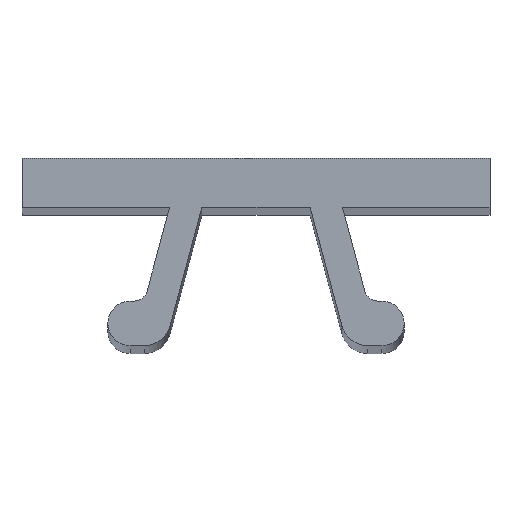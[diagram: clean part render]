
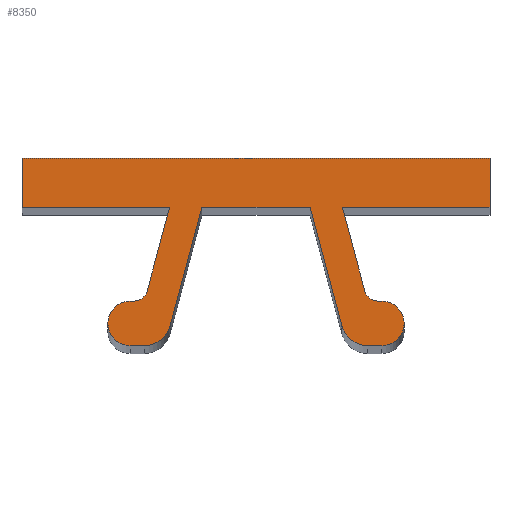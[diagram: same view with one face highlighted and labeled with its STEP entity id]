
A CAD part, top view. The second image highlights one B-rep face of the part: STEP entity #8350.
In plain terms, the highlighted planar face has unit normal (0, 0, 1).
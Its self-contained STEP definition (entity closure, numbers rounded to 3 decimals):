
#1910=CARTESIAN_POINT('',(-181.844,-120.269,101.5));
#1920=VERTEX_POINT('',#1910);
#1950=CARTESIAN_POINT('',(-149.618,0.,101.5));
#1960=DIRECTION('',(0.259,0.966,0.));
#1970=VECTOR('',#1960,1.);
#1980=LINE('',#1950,#1970);
#1990=CARTESIAN_POINT('',(-182.347,-122.147,101.5));
#2000=VERTEX_POINT('',#1990);
#2010=EDGE_CURVE('',#2000,#1920,#1980,.T.);
#2300=CARTESIAN_POINT('',(-181.119,-120.269,101.5));
#2310=VERTEX_POINT('',#2300);
#2340=CARTESIAN_POINT('',(0.,-120.269,101.5));
#2350=DIRECTION('',(1.,-0.,-0.));
#2360=VECTOR('',#2350,1.);
#2370=LINE('',#2340,#2360);
#2380=CARTESIAN_POINT('',(-178.69,-120.269,101.5));
#2390=VERTEX_POINT('',#2380);
#2400=EDGE_CURVE('',#2310,#2390,#2370,.T.);
#2670=CARTESIAN_POINT('',(-182.41,-123.369,101.5));
#2680=VERTEX_POINT('',#2670);
#2710=CARTESIAN_POINT('',(-182.41,-122.769,101.5));
#2720=DIRECTION('',(0.,0.,1.));
#2730=DIRECTION('',(1.,0.,0.));
#2740=AXIS2_PLACEMENT_3D('',#2710,#2720,#2730);
#2750=CIRCLE('',#2740,0.6);
#2760=CARTESIAN_POINT('',(-181.83,-122.925,101.5));
#2770=VERTEX_POINT('',#2760);
#2780=EDGE_CURVE('',#2680,#2770,#2750,.T.);
#3030=CARTESIAN_POINT('',(-210.916,0.,101.5));
#3040=DIRECTION('',(0.259,-0.966,-0.));
#3050=VECTOR('',#3040,1.);
#3060=LINE('',#3030,#3050);
#3070=CARTESIAN_POINT('',(-177.978,-122.925,101.5));
#3080=VERTEX_POINT('',#3070);
#3090=EDGE_CURVE('',#2390,#3080,#3060,.T.);
#3340=CARTESIAN_POINT('',(-177.399,-122.769,101.5));
#3350=DIRECTION('',(0.,0.,1.));
#3360=DIRECTION('',(1.,0.,0.));
#3370=AXIS2_PLACEMENT_3D('',#3340,#3350,#3360);
#3380=CIRCLE('',#3370,0.6);
#3390=CARTESIAN_POINT('',(-177.399,-123.369,101.5));
#3400=VERTEX_POINT('',#3390);
#3410=EDGE_CURVE('',#3080,#3400,#3380,.T.);
#3660=CARTESIAN_POINT('',(-177.399,-123.369,101.5));
#3670=DIRECTION('',(1.,0.,0.));
#3680=VECTOR('',#3670,1.);
#3690=LINE('',#3660,#3680);
#3700=CARTESIAN_POINT('',(-177.079,-123.369,101.5));
#3710=VERTEX_POINT('',#3700);
#3720=EDGE_CURVE('',#3400,#3710,#3690,.T.);
#3970=CARTESIAN_POINT('',(-177.079,-122.869,101.5));
#3980=DIRECTION('',(0.,0.,1.));
#3990=DIRECTION('',(1.,0.,0.));
#4000=AXIS2_PLACEMENT_3D('',#3970,#3980,#3990);
#4010=CIRCLE('',#4000,0.5);
#4020=CARTESIAN_POINT('',(-177.079,-122.369,101.5));
#4030=VERTEX_POINT('',#4020);
#4040=EDGE_CURVE('',#3710,#4030,#4010,.T.);
#4320=CARTESIAN_POINT('',(-182.729,-123.369,101.5));
#4330=VERTEX_POINT('',#4320);
#4360=CARTESIAN_POINT('',(-182.729,-123.369,101.5));
#4370=DIRECTION('',(1.,0.,0.));
#4380=VECTOR('',#4370,1.);
#4390=LINE('',#4360,#4380);
#4400=EDGE_CURVE('',#4330,#2680,#4390,.T.);
#4600=CARTESIAN_POINT('',(-177.172,-122.369,101.5));
#4610=DIRECTION('',(1.,0.,0.));
#4620=VECTOR('',#4610,1.);
#4630=LINE('',#4600,#4620);
#4640=CARTESIAN_POINT('',(-177.172,-122.369,101.5));
#4650=VERTEX_POINT('',#4640);
#4660=EDGE_CURVE('',#4650,#4030,#4630,.T.);
#4910=CARTESIAN_POINT('',(-177.172,-122.069,101.5));
#4920=DIRECTION('',(0.,0.,1.));
#4930=DIRECTION('',(1.,0.,0.));
#4940=AXIS2_PLACEMENT_3D('',#4910,#4920,#4930);
#4950=CIRCLE('',#4940,0.3);
#4960=CARTESIAN_POINT('',(-177.462,-122.147,101.5));
#4970=VERTEX_POINT('',#4960);
#4980=EDGE_CURVE('',#4970,#4650,#4950,.T.);
#5240=CARTESIAN_POINT('',(-210.191,0.,101.5));
#5250=DIRECTION('',(0.259,-0.966,0.));
#5260=VECTOR('',#5250,1.);
#5270=LINE('',#5240,#5260);
#5280=CARTESIAN_POINT('',(-177.965,-120.269,101.5));
#5290=VERTEX_POINT('',#5280);
#5300=EDGE_CURVE('',#5290,#4970,#5270,.T.);
#5540=CARTESIAN_POINT('',(-182.637,-122.069,101.5));
#5550=DIRECTION('',(0.,0.,1.));
#5560=DIRECTION('',(1.,0.,0.));
#5570=AXIS2_PLACEMENT_3D('',#5540,#5550,#5560);
#5580=CIRCLE('',#5570,0.3);
#5590=CARTESIAN_POINT('',(-182.637,-122.369,101.5));
#5600=VERTEX_POINT('',#5590);
#5610=EDGE_CURVE('',#5600,#2000,#5580,.T.);
#5870=CARTESIAN_POINT('',(-148.893,0.,101.5));
#5880=DIRECTION('',(0.259,0.966,-0.));
#5890=VECTOR('',#5880,1.);
#5900=LINE('',#5870,#5890);
#5910=EDGE_CURVE('',#2770,#2310,#5900,.T.);
#6100=CARTESIAN_POINT('',(0.,-120.269,101.5));
#6110=DIRECTION('',(1.,-0.,-0.));
#6120=VECTOR('',#6110,1.);
#6130=LINE('',#6100,#6120);
#6140=CARTESIAN_POINT('',(-174.654,-120.269,101.5));
#6150=VERTEX_POINT('',#6140);
#6160=EDGE_CURVE('',#5290,#6150,#6130,.T.);
#6410=CARTESIAN_POINT('',(-182.729,-122.369,101.5));
#6420=DIRECTION('',(1.,0.,0.));
#6430=VECTOR('',#6420,1.);
#6440=LINE('',#6410,#6430);
#6450=CARTESIAN_POINT('',(-182.729,-122.369,101.5));
#6460=VERTEX_POINT('',#6450);
#6470=EDGE_CURVE('',#6460,#5600,#6440,.T.);
#6720=CARTESIAN_POINT('',(-174.654,0.,101.5));
#6730=DIRECTION('',(0.,-1.,0.));
#6740=VECTOR('',#6730,1.);
#6750=LINE('',#6720,#6740);
#6760=CARTESIAN_POINT('',(-174.654,-119.169,101.5));
#6770=VERTEX_POINT('',#6760);
#6780=EDGE_CURVE('',#6770,#6150,#6750,.T.);
#7030=CARTESIAN_POINT('',(-182.729,-122.869,101.5));
#7040=DIRECTION('',(0.,0.,1.));
#7050=DIRECTION('',(1.,0.,0.));
#7060=AXIS2_PLACEMENT_3D('',#7030,#7040,#7050);
#7070=CIRCLE('',#7060,0.5);
#7080=EDGE_CURVE('',#6460,#4330,#7070,.T.);
#7290=CARTESIAN_POINT('',(0.,-119.169,101.5));
#7300=DIRECTION('',(-1.,0.,0.));
#7310=VECTOR('',#7300,1.);
#7320=LINE('',#7290,#7310);
#7330=CARTESIAN_POINT('',(-185.154,-119.169,101.5));
#7340=VERTEX_POINT('',#7330);
#7350=EDGE_CURVE('',#6770,#7340,#7320,.T.);
#7620=CARTESIAN_POINT('',(-185.154,-120.269,101.5));
#7630=VERTEX_POINT('',#7620);
#7660=CARTESIAN_POINT('',(0.,-120.269,101.5));
#7670=DIRECTION('',(1.,-0.,-0.));
#7680=VECTOR('',#7670,1.);
#7690=LINE('',#7660,#7680);
#7700=EDGE_CURVE('',#7630,#1920,#7690,.T.);
#7900=CARTESIAN_POINT('',(-185.154,0.,101.5));
#7910=DIRECTION('',(0.,1.,-0.));
#7920=VECTOR('',#7910,1.);
#7930=LINE('',#7900,#7920);
#7940=EDGE_CURVE('',#7630,#7340,#7930,.T.);
#8080=CARTESIAN_POINT('',(0.,0.,101.5));
#8090=DIRECTION('',(0.,0.,1.));
#8100=DIRECTION('',(1.,0.,0.));
#8110=AXIS2_PLACEMENT_3D('',#8080,#8090,#8100);
#8120=PLANE('',#8110);
#8130=ORIENTED_EDGE('',*,*,#7350,.T.);
#8140=ORIENTED_EDGE('',*,*,#6780,.F.);
#8150=ORIENTED_EDGE('',*,*,#6160,.T.);
#8160=ORIENTED_EDGE('',*,*,#5300,.F.);
#8170=ORIENTED_EDGE('',*,*,#4980,.F.);
#8180=ORIENTED_EDGE('',*,*,#4660,.F.);
#8190=ORIENTED_EDGE('',*,*,#4040,.T.);
#8200=ORIENTED_EDGE('',*,*,#3720,.T.);
#8210=ORIENTED_EDGE('',*,*,#3410,.T.);
#8220=ORIENTED_EDGE('',*,*,#3090,.T.);
#8230=ORIENTED_EDGE('',*,*,#2400,.T.);
#8240=ORIENTED_EDGE('',*,*,#5910,.T.);
#8250=ORIENTED_EDGE('',*,*,#2780,.T.);
#8260=ORIENTED_EDGE('',*,*,#4400,.T.);
#8270=ORIENTED_EDGE('',*,*,#7080,.T.);
#8280=ORIENTED_EDGE('',*,*,#6470,.F.);
#8290=ORIENTED_EDGE('',*,*,#5610,.F.);
#8300=ORIENTED_EDGE('',*,*,#2010,.F.);
#8310=ORIENTED_EDGE('',*,*,#7700,.T.);
#8320=ORIENTED_EDGE('',*,*,#7940,.F.);
#8330=EDGE_LOOP('',(#8320,#8310,#8300,#8290,#8280,#8270,#8260,#8250,
#8240,#8230,#8220,#8210,#8200,#8190,#8180,#8170,#8160,#8150,#8140,#8130)
);
#8340=FACE_OUTER_BOUND('',#8330,.T.);
#8350=ADVANCED_FACE('',(#8340),#8120,.T.);
